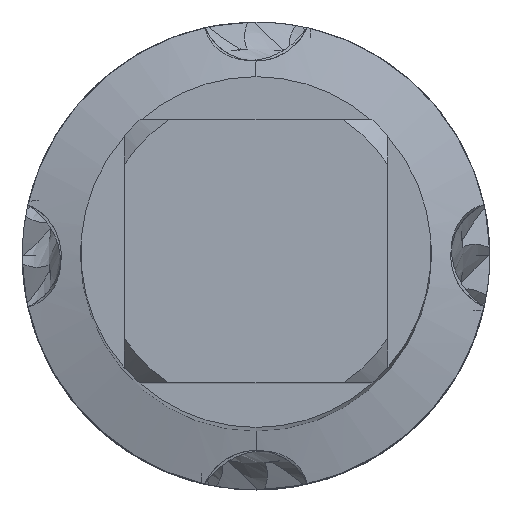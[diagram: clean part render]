
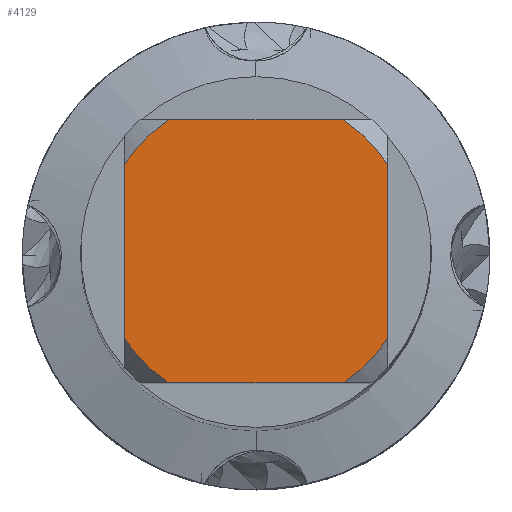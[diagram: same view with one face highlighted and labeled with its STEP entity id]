
A CAD part, top view. The second image highlights one B-rep face of the part: STEP entity #4129.
In plain terms, the highlighted planar face has unit normal (0, 0, 1).
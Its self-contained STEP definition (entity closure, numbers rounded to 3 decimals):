
#1789=VERTEX_POINT('',#5251);
#1809=EDGE_CURVE('',#2369,#5169,#5273,.T.);
#2105=EDGE_CURVE('',#4665,#3315,#5603,.T.);
#2369=VERTEX_POINT('',#5891);
#2373=VERTEX_POINT('',#5895);
#2399=EDGE_CURVE('',#2431,#2373,#5923,.T.);
#2431=VERTEX_POINT('',#5957);
#2527=EDGE_CURVE('',#3845,#3315,#6067,.T.);
#2639=EDGE_CURVE('',#2369,#1789,#6187,.T.);
#3081=EDGE_CURVE('',#4665,#5169,#6663,.T.);
#3113=EDGE_CURVE('',#2431,#1789,#6699,.T.);
#3315=VERTEX_POINT('',#6916);
#3845=VERTEX_POINT('',#7496);
#4129=ADVANCED_FACE('',(#7802),#7803,.T.);
#4665=VERTEX_POINT('',#8383);
#4711=EDGE_CURVE('',#3845,#2373,#8439,.T.);
#5169=VERTEX_POINT('',#8927);
#5251=CARTESIAN_POINT('',(-4.5,-2.985,0.0));
#5273=CIRCLE('',#9111,5.4);
#5603=CIRCLE('',#10111,5.4);
#5891=CARTESIAN_POINT('',(-4.5,2.985,0.0));
#5895=CARTESIAN_POINT('',(2.985,-4.5,0.0));
#5923=LINE('',#11195,#11196);
#5957=CARTESIAN_POINT('',(-2.985,-4.5,0.0));
#6067=LINE('',#11981,#11982);
#6187=LINE('',#12262,#12263);
#6663=LINE('',#13519,#13520);
#6699=CIRCLE('',#13568,5.4);
#6916=CARTESIAN_POINT('',(4.5,2.985,0.0));
#7496=CARTESIAN_POINT('',(4.5,-2.985,0.0));
#7802=FACE_OUTER_BOUND('',#16968,.T.);
#7803=PLANE('',#16969);
#8383=CARTESIAN_POINT('',(2.985,4.5,0.0));
#8439=CIRCLE('',#18557,5.4);
#8927=CARTESIAN_POINT('',(-2.985,4.5,0.0));
#9111=AXIS2_PLACEMENT_3D('',#20226,#20227,#20228);
#10111=AXIS2_PLACEMENT_3D('',#20618,#20619,#20620);
#11195=CARTESIAN_POINT('',(0.0,-4.5,0.0));
#11196=VECTOR('',#21034,1.0);
#11981=CARTESIAN_POINT('',(4.5,1.35,0.0));
#11982=VECTOR('',#21185,1.0);
#12262=CARTESIAN_POINT('',(-4.5,1.35,0.0));
#12263=VECTOR('',#21300,1.0);
#13519=CARTESIAN_POINT('',(0.0,4.5,0.0));
#13520=VECTOR('',#21707,1.0);
#13568=AXIS2_PLACEMENT_3D('',#21749,#21750,#21751);
#16968=EDGE_LOOP('',(#22975,#22976,#22977,#22978,#22979,#22980,#22981,#22982));
#16969=AXIS2_PLACEMENT_3D('',#22983,#22984,#22985);
#18557=AXIS2_PLACEMENT_3D('',#23612,#23613,#23614);
#20226=CARTESIAN_POINT('',(0.0,0.0,0.0));
#20227=DIRECTION('',(0.0,0.0,-1.0));
#20228=DIRECTION('',(0.0,1.0,0.0));
#20618=CARTESIAN_POINT('',(0.0,0.0,0.0));
#20619=DIRECTION('',(0.0,0.0,-1.0));
#20620=DIRECTION('',(0.0,1.0,0.0));
#21034=DIRECTION('',(1.0,0.0,0.0));
#21185=DIRECTION('',(-0.0,1.0,0.0));
#21300=DIRECTION('',(-0.0,-1.0,0.0));
#21707=DIRECTION('',(-1.0,0.0,0.0));
#21749=CARTESIAN_POINT('',(0.0,0.0,0.0));
#21750=DIRECTION('',(0.0,0.0,-1.0));
#21751=DIRECTION('',(0.0,1.0,0.0));
#22975=ORIENTED_EDGE('',*,*,#2639,.T.);
#22976=ORIENTED_EDGE('',*,*,#3113,.F.);
#22977=ORIENTED_EDGE('',*,*,#2399,.T.);
#22978=ORIENTED_EDGE('',*,*,#4711,.F.);
#22979=ORIENTED_EDGE('',*,*,#2527,.T.);
#22980=ORIENTED_EDGE('',*,*,#2105,.F.);
#22981=ORIENTED_EDGE('',*,*,#3081,.T.);
#22982=ORIENTED_EDGE('',*,*,#1809,.F.);
#22983=CARTESIAN_POINT('',(0.0,2.7,0.0));
#22984=DIRECTION('',(-0.0,0.0,1.0));
#22985=DIRECTION('',(0.0,-1.0,0.0));
#23612=CARTESIAN_POINT('',(0.0,0.0,0.0));
#23613=DIRECTION('',(0.0,0.0,-1.0));
#23614=DIRECTION('',(0.0,1.0,0.0));
